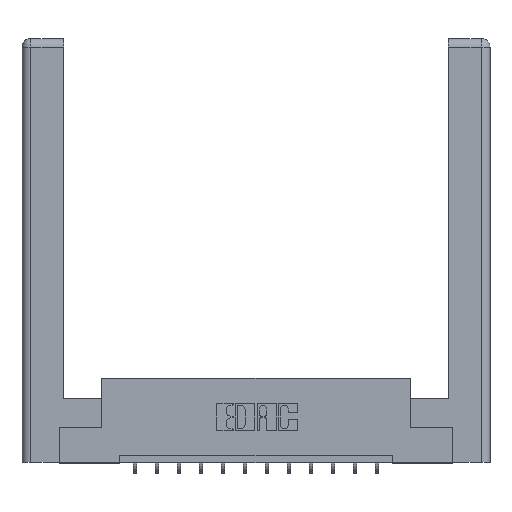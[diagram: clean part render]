
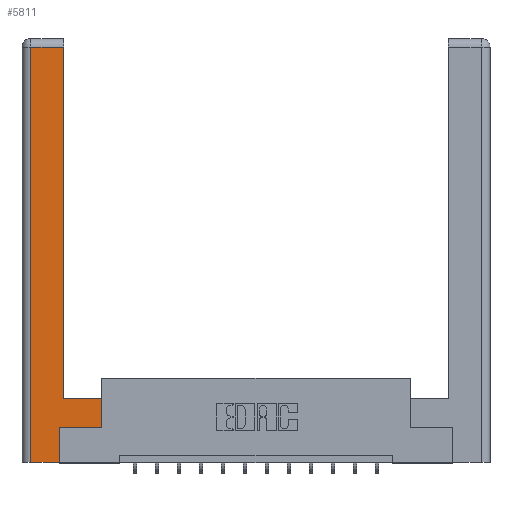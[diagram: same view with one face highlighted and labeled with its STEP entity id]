
A CAD part, top view. The second image highlights one B-rep face of the part: STEP entity #5811.
In plain terms, the highlighted planar face has unit normal (0, 0, 1).
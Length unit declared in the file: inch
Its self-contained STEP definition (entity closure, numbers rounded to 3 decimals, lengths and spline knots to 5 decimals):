
#406 = CARTESIAN_POINT ( 'NONE',  ( 0.265, 0., 0. ) ) ;
#454 = VECTOR ( 'NONE', #12436, 39.37008 ) ;
#470 = VECTOR ( 'NONE', #4872, 39.37008 ) ;
#643 = VERTEX_POINT ( 'NONE', #8116 ) ;
#706 = LINE ( 'NONE', #1577, #14788 ) ;
#915 = FACE_OUTER_BOUND ( 'NONE', #14543, .T. ) ;
#969 = CARTESIAN_POINT ( 'NONE',  ( 0.265, 0., 0. ) ) ;
#985 = DIRECTION ( 'NONE',  ( -1., 0., 0. ) ) ;
#1577 = CARTESIAN_POINT ( 'NONE',  ( 0.295, 3., 0. ) ) ;
#1599 = EDGE_CURVE ( 'NONE', #12075, #12148, #6857, .T. ) ;
#1985 = VECTOR ( 'NONE', #6500, 39.37008 ) ;
#2052 = ORIENTED_EDGE ( 'NONE', *, *, #7700, .T. ) ;
#2306 = EDGE_CURVE ( 'NONE', #2994, #7729, #12114, .T. ) ;
#2376 = EDGE_CURVE ( 'NONE', #6315, #13805, #9084, .T. ) ;
#2583 = CARTESIAN_POINT ( 'NONE',  ( 0.565, 0.245, 0. ) ) ;
#2704 = EDGE_CURVE ( 'NONE', #643, #13922, #14888, .T. ) ;
#2945 = ORIENTED_EDGE ( 'NONE', *, *, #2376, .T. ) ;
#2994 = VERTEX_POINT ( 'NONE', #9100 ) ;
#2995 = DIRECTION ( 'NONE',  ( -1., 0., 0. ) ) ;
#3294 = DIRECTION ( 'NONE',  ( 0., 0., -1. ) ) ;
#4842 = LINE ( 'NONE', #10194, #1985 ) ;
#4872 = DIRECTION ( 'NONE',  ( 1., 0., 0. ) ) ;
#5811 = ADVANCED_FACE ( 'NONE', ( #915 ), #15254, .F. ) ;
#6134 = LINE ( 'NONE', #12400, #12154 ) ;
#6315 = VERTEX_POINT ( 'NONE', #7018 ) ;
#6500 = DIRECTION ( 'NONE',  ( 0., 1., 0. ) ) ;
#6695 = CARTESIAN_POINT ( 'NONE',  ( 0.265, 0.245, 0. ) ) ;
#6857 = LINE ( 'NONE', #2583, #470 ) ;
#6892 = ORIENTED_EDGE ( 'NONE', *, *, #2704, .T. ) ;
#7018 = CARTESIAN_POINT ( 'NONE',  ( 0.0615, 0., 0. ) ) ;
#7700 = EDGE_CURVE ( 'NONE', #13922, #2994, #706, .T. ) ;
#7729 = VERTEX_POINT ( 'NONE', #13861 ) ;
#8116 = CARTESIAN_POINT ( 'NONE',  ( 0.565, 0.45, 0. ) ) ;
#8175 = CARTESIAN_POINT ( 'NONE',  ( 0., 0., 0. ) ) ;
#8222 = AXIS2_PLACEMENT_3D ( 'NONE', #8175, #3294, #985 ) ;
#8503 = CARTESIAN_POINT ( 'NONE',  ( 0.295, 0.45, 0. ) ) ;
#9084 = LINE ( 'NONE', #406, #10228 ) ;
#9100 = CARTESIAN_POINT ( 'NONE',  ( 0.295, 2.94, 0. ) ) ;
#9308 = EDGE_CURVE ( 'NONE', #7729, #6315, #6134, .T. ) ;
#9491 = VECTOR ( 'NONE', #12170, 39.37008 ) ;
#9585 = EDGE_CURVE ( 'NONE', #12148, #643, #12688, .T. ) ;
#9916 = ORIENTED_EDGE ( 'NONE', *, *, #9585, .T. ) ;
#9996 = DIRECTION ( 'NONE',  ( 0., 1., 0. ) ) ;
#10194 = CARTESIAN_POINT ( 'NONE',  ( 0.265, 0.245, 0. ) ) ;
#10228 = VECTOR ( 'NONE', #13683, 39.37008 ) ;
#10423 = CARTESIAN_POINT ( 'NONE',  ( 0.295, 0.45, 0. ) ) ;
#10598 = VECTOR ( 'NONE', #2995, 39.37008 ) ;
#10913 = ORIENTED_EDGE ( 'NONE', *, *, #2306, .T. ) ;
#11019 = CARTESIAN_POINT ( 'NONE',  ( 0.565, 0.45, 0. ) ) ;
#11245 = ORIENTED_EDGE ( 'NONE', *, *, #9308, .T. ) ;
#11438 = ORIENTED_EDGE ( 'NONE', *, *, #1599, .T. ) ;
#11585 = CARTESIAN_POINT ( 'NONE',  ( 0.565, 0.245, 0. ) ) ;
#12075 = VERTEX_POINT ( 'NONE', #6695 ) ;
#12114 = LINE ( 'NONE', #12372, #454 ) ;
#12148 = VERTEX_POINT ( 'NONE', #11585 ) ;
#12154 = VECTOR ( 'NONE', #12464, 39.37008 ) ;
#12170 = DIRECTION ( 'NONE',  ( 0., 1., 0. ) ) ;
#12372 = CARTESIAN_POINT ( 'NONE',  ( 0.0615, 2.94, 0. ) ) ;
#12400 = CARTESIAN_POINT ( 'NONE',  ( 0.0615, 0., 0. ) ) ;
#12436 = DIRECTION ( 'NONE',  ( -1., 0., 0. ) ) ;
#12464 = DIRECTION ( 'NONE',  ( 0., -1., 0. ) ) ;
#12688 = LINE ( 'NONE', #11019, #9491 ) ;
#13683 = DIRECTION ( 'NONE',  ( 1., 0., 0. ) ) ;
#13805 = VERTEX_POINT ( 'NONE', #969 ) ;
#13861 = CARTESIAN_POINT ( 'NONE',  ( 0.0615, 2.94, 0. ) ) ;
#13922 = VERTEX_POINT ( 'NONE', #8503 ) ;
#14076 = EDGE_CURVE ( 'NONE', #13805, #12075, #4842, .T. ) ;
#14543 = EDGE_LOOP ( 'NONE', ( #2052, #10913, #11245, #2945, #15147, #11438, #9916, #6892 ) ) ;
#14788 = VECTOR ( 'NONE', #9996, 39.37008 ) ;
#14888 = LINE ( 'NONE', #10423, #10598 ) ;
#15147 = ORIENTED_EDGE ( 'NONE', *, *, #14076, .T. ) ;
#15254 = PLANE ( 'NONE',  #8222 ) ;
